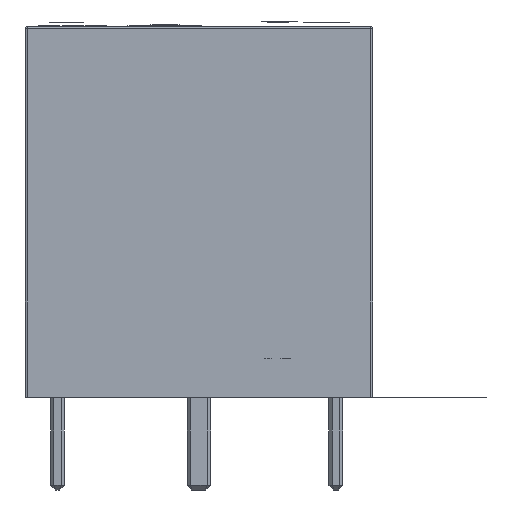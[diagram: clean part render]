
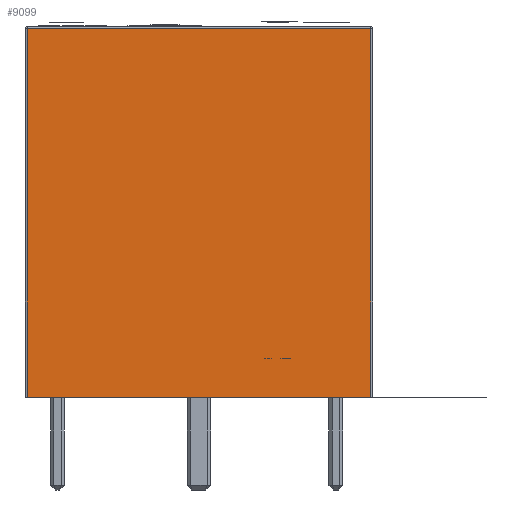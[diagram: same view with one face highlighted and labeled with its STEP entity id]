
A CAD part, left-side view. The second image highlights one B-rep face of the part: STEP entity #9099.
In plain terms, the highlighted planar face has unit normal (-1, 0, 0).
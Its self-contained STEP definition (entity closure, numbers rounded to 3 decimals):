
#8552 = PLANE('',#8553);
#8553 = AXIS2_PLACEMENT_3D('',#8554,#8555,#8556);
#8554 = CARTESIAN_POINT('',(9.5,7.5,0.));
#8555 = DIRECTION('',(0.,0.,1.));
#8556 = DIRECTION('',(1.,0.,-0.));
#8580 = CYLINDRICAL_SURFACE('',#8581,0.1);
#8581 = AXIS2_PLACEMENT_3D('',#8582,#8583,#8584);
#8582 = CARTESIAN_POINT('',(0.1,0.1,0.));
#8583 = DIRECTION('',(0.,0.,1.));
#8584 = DIRECTION('',(0.,-1.,0.));
#8760 = VERTEX_POINT('',#8761);
#8761 = CARTESIAN_POINT('',(0.,14.9,0.));
#8780 = CYLINDRICAL_SURFACE('',#8781,0.1);
#8781 = AXIS2_PLACEMENT_3D('',#8782,#8783,#8784);
#8782 = CARTESIAN_POINT('',(0.1,14.9,0.));
#8783 = DIRECTION('',(0.,0.,1.));
#8784 = DIRECTION('',(-1.,0.,0.));
#8792 = EDGE_CURVE('',#8760,#8793,#8795,.T.);
#8793 = VERTEX_POINT('',#8794);
#8794 = CARTESIAN_POINT('',(0.,0.1,0.));
#8795 = SURFACE_CURVE('',#8796,(#8800,#8807),.PCURVE_S1.);
#8796 = LINE('',#8797,#8798);
#8797 = CARTESIAN_POINT('',(0.,15.,0.));
#8798 = VECTOR('',#8799,1.);
#8799 = DIRECTION('',(0.,-1.,0.));
#8800 = PCURVE('',#8552,#8801);
#8801 = DEFINITIONAL_REPRESENTATION('',(#8802),#8806);
#8802 = LINE('',#8803,#8804);
#8803 = CARTESIAN_POINT('',(-9.5,7.5));
#8804 = VECTOR('',#8805,1.);
#8805 = DIRECTION('',(0.,-1.));
#8806 = ( GEOMETRIC_REPRESENTATION_CONTEXT(2) 
PARAMETRIC_REPRESENTATION_CONTEXT() REPRESENTATION_CONTEXT('2D SPACE',''
  ) );
#8807 = PCURVE('',#8808,#8813);
#8808 = PLANE('',#8809);
#8809 = AXIS2_PLACEMENT_3D('',#8810,#8811,#8812);
#8810 = CARTESIAN_POINT('',(0.,15.,0.));
#8811 = DIRECTION('',(1.,0.,0.));
#8812 = DIRECTION('',(0.,-1.,0.));
#8813 = DEFINITIONAL_REPRESENTATION('',(#8814),#8818);
#8814 = LINE('',#8815,#8816);
#8815 = CARTESIAN_POINT('',(0.,0.));
#8816 = VECTOR('',#8817,1.);
#8817 = DIRECTION('',(1.,0.));
#8818 = ( GEOMETRIC_REPRESENTATION_CONTEXT(2) 
PARAMETRIC_REPRESENTATION_CONTEXT() REPRESENTATION_CONTEXT('2D SPACE',''
  ) );
#8851 = VERTEX_POINT('',#8852);
#8852 = CARTESIAN_POINT('',(0.,0.1,15.9));
#8879 = EDGE_CURVE('',#8793,#8851,#8880,.T.);
#8880 = SURFACE_CURVE('',#8881,(#8885,#8892),.PCURVE_S1.);
#8881 = LINE('',#8882,#8883);
#8882 = CARTESIAN_POINT('',(0.,0.1,0.));
#8883 = VECTOR('',#8884,1.);
#8884 = DIRECTION('',(0.,0.,1.));
#8885 = PCURVE('',#8580,#8886);
#8886 = DEFINITIONAL_REPRESENTATION('',(#8887),#8891);
#8887 = LINE('',#8888,#8889);
#8888 = CARTESIAN_POINT('',(4.712,0.));
#8889 = VECTOR('',#8890,1.);
#8890 = DIRECTION('',(0.,1.));
#8891 = ( GEOMETRIC_REPRESENTATION_CONTEXT(2) 
PARAMETRIC_REPRESENTATION_CONTEXT() REPRESENTATION_CONTEXT('2D SPACE',''
  ) );
#8892 = PCURVE('',#8808,#8893);
#8893 = DEFINITIONAL_REPRESENTATION('',(#8894),#8898);
#8894 = LINE('',#8895,#8896);
#8895 = CARTESIAN_POINT('',(14.9,0.));
#8896 = VECTOR('',#8897,1.);
#8897 = DIRECTION('',(0.,-1.));
#8898 = ( GEOMETRIC_REPRESENTATION_CONTEXT(2) 
PARAMETRIC_REPRESENTATION_CONTEXT() REPRESENTATION_CONTEXT('2D SPACE',''
  ) );
#9099 = ADVANCED_FACE('',(#9100),#8808,.F.);
#9100 = FACE_BOUND('',#9101,.F.);
#9101 = EDGE_LOOP('',(#9102,#9103,#9126,#9152));
#9102 = ORIENTED_EDGE('',*,*,#8792,.F.);
#9103 = ORIENTED_EDGE('',*,*,#9104,.T.);
#9104 = EDGE_CURVE('',#8760,#9105,#9107,.T.);
#9105 = VERTEX_POINT('',#9106);
#9106 = CARTESIAN_POINT('',(0.,14.9,15.9));
#9107 = SURFACE_CURVE('',#9108,(#9112,#9119),.PCURVE_S1.);
#9108 = LINE('',#9109,#9110);
#9109 = CARTESIAN_POINT('',(0.,14.9,0.));
#9110 = VECTOR('',#9111,1.);
#9111 = DIRECTION('',(0.,0.,1.));
#9112 = PCURVE('',#8808,#9113);
#9113 = DEFINITIONAL_REPRESENTATION('',(#9114),#9118);
#9114 = LINE('',#9115,#9116);
#9115 = CARTESIAN_POINT('',(0.1,0.));
#9116 = VECTOR('',#9117,1.);
#9117 = DIRECTION('',(0.,-1.));
#9118 = ( GEOMETRIC_REPRESENTATION_CONTEXT(2) 
PARAMETRIC_REPRESENTATION_CONTEXT() REPRESENTATION_CONTEXT('2D SPACE',''
  ) );
#9119 = PCURVE('',#8780,#9120);
#9120 = DEFINITIONAL_REPRESENTATION('',(#9121),#9125);
#9121 = LINE('',#9122,#9123);
#9122 = CARTESIAN_POINT('',(6.283,0.));
#9123 = VECTOR('',#9124,1.);
#9124 = DIRECTION('',(0.,1.));
#9125 = ( GEOMETRIC_REPRESENTATION_CONTEXT(2) 
PARAMETRIC_REPRESENTATION_CONTEXT() REPRESENTATION_CONTEXT('2D SPACE',''
  ) );
#9126 = ORIENTED_EDGE('',*,*,#9127,.T.);
#9127 = EDGE_CURVE('',#9105,#8851,#9128,.T.);
#9128 = SURFACE_CURVE('',#9129,(#9133,#9140),.PCURVE_S1.);
#9129 = LINE('',#9130,#9131);
#9130 = CARTESIAN_POINT('',(0.,15.,15.9));
#9131 = VECTOR('',#9132,1.);
#9132 = DIRECTION('',(0.,-1.,0.));
#9133 = PCURVE('',#8808,#9134);
#9134 = DEFINITIONAL_REPRESENTATION('',(#9135),#9139);
#9135 = LINE('',#9136,#9137);
#9136 = CARTESIAN_POINT('',(0.,-15.9));
#9137 = VECTOR('',#9138,1.);
#9138 = DIRECTION('',(1.,0.));
#9139 = ( GEOMETRIC_REPRESENTATION_CONTEXT(2) 
PARAMETRIC_REPRESENTATION_CONTEXT() REPRESENTATION_CONTEXT('2D SPACE',''
  ) );
#9140 = PCURVE('',#9141,#9146);
#9141 = CYLINDRICAL_SURFACE('',#9142,0.1);
#9142 = AXIS2_PLACEMENT_3D('',#9143,#9144,#9145);
#9143 = CARTESIAN_POINT('',(0.1,15.,15.9));
#9144 = DIRECTION('',(0.,-1.,0.));
#9145 = DIRECTION('',(-1.,0.,0.));
#9146 = DEFINITIONAL_REPRESENTATION('',(#9147),#9151);
#9147 = LINE('',#9148,#9149);
#9148 = CARTESIAN_POINT('',(6.283,0.));
#9149 = VECTOR('',#9150,1.);
#9150 = DIRECTION('',(0.,1.));
#9151 = ( GEOMETRIC_REPRESENTATION_CONTEXT(2) 
PARAMETRIC_REPRESENTATION_CONTEXT() REPRESENTATION_CONTEXT('2D SPACE',''
  ) );
#9152 = ORIENTED_EDGE('',*,*,#8879,.F.);
